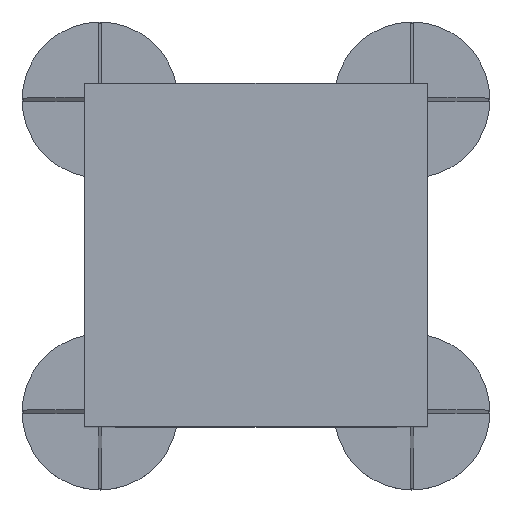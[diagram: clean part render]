
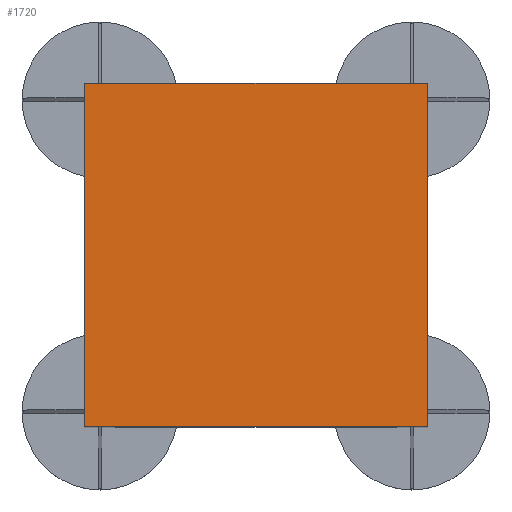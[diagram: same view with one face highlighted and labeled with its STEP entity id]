
A CAD part, top view. The second image highlights one B-rep face of the part: STEP entity #1720.
In plain terms, the highlighted planar face has unit normal (0, 0, 1).
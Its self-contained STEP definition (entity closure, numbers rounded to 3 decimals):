
#1681=CARTESIAN_POINT('Axis2P3D Location',(0.,0.,910.)) ;
#1686=CARTESIAN_POINT('Line Origine',(0.,219.958,910.)) ;
#1690=CARTESIAN_POINT('Vertex',(219.594,219.958,910.)) ;
#1692=CARTESIAN_POINT('Vertex',(-219.594,219.958,910.)) ;
#1695=CARTESIAN_POINT('Line Origine',(-219.594,0.,910.)) ;
#1699=CARTESIAN_POINT('Vertex',(-219.594,-219.958,910.)) ;
#1702=CARTESIAN_POINT('Line Origine',(0.,-219.958,910.)) ;
#1706=CARTESIAN_POINT('Vertex',(219.594,-219.958,910.)) ;
#1709=CARTESIAN_POINT('Line Origine',(219.594,0.,910.)) ;
#1682=DIRECTION('Axis2P3D Direction',(0.,0.,1.)) ;
#1683=DIRECTION('Axis2P3D XDirection',(1.,0.,0.)) ;
#1687=DIRECTION('Vector Direction',(1.,0.,0.)) ;
#1696=DIRECTION('Vector Direction',(0.,1.,0.)) ;
#1703=DIRECTION('Vector Direction',(-1.,0.,0.)) ;
#1710=DIRECTION('Vector Direction',(0.,-1.,0.)) ;
#1684=AXIS2_PLACEMENT_3D('Plane Axis2P3D',#1681,#1682,#1683) ;
#1715=ORIENTED_EDGE('',*,*,#1694,.T.) ;
#1716=ORIENTED_EDGE('',*,*,#1701,.T.) ;
#1717=ORIENTED_EDGE('',*,*,#1708,.T.) ;
#1718=ORIENTED_EDGE('',*,*,#1713,.T.) ;
#1688=VECTOR('Line Direction',#1687,1.) ;
#1697=VECTOR('Line Direction',#1696,1.) ;
#1704=VECTOR('Line Direction',#1703,1.) ;
#1711=VECTOR('Line Direction',#1710,1.) ;
#1720=ADVANCED_FACE('PartBody',(#1719),#1685,.T.) ;
#1694=EDGE_CURVE('',#1691,#1693,#1689,.F.) ;
#1701=EDGE_CURVE('',#1693,#1700,#1698,.F.) ;
#1708=EDGE_CURVE('',#1700,#1707,#1705,.F.) ;
#1713=EDGE_CURVE('',#1707,#1691,#1712,.F.) ;
#1714=EDGE_LOOP('',(#1715,#1716,#1717,#1718)) ;
#1719=FACE_OUTER_BOUND('',#1714,.T.) ;
#1689=LINE('Line',#1686,#1688) ;
#1698=LINE('Line',#1695,#1697) ;
#1705=LINE('Line',#1702,#1704) ;
#1712=LINE('Line',#1709,#1711) ;
#1685=PLANE('',#1684) ;
#1691=VERTEX_POINT('',#1690) ;
#1693=VERTEX_POINT('',#1692) ;
#1700=VERTEX_POINT('',#1699) ;
#1707=VERTEX_POINT('',#1706) ;
